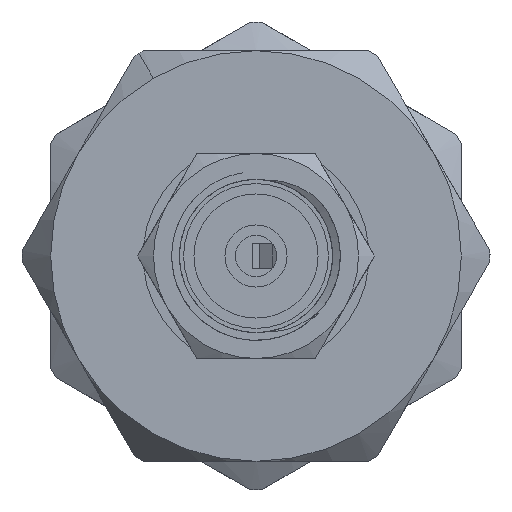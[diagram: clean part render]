
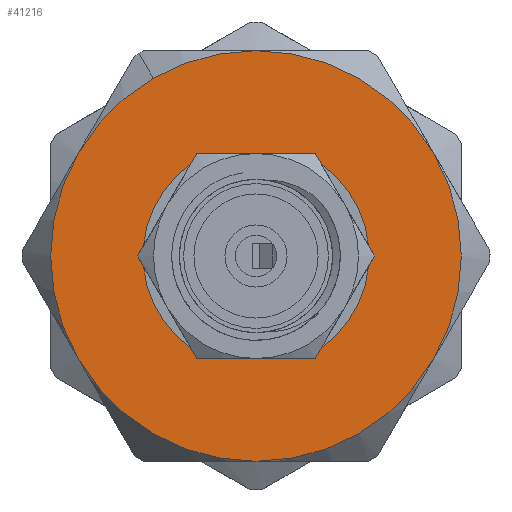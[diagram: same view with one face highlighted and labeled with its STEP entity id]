
A CAD part, left-side view. The second image highlights one B-rep face of the part: STEP entity #41216.
In plain terms, the highlighted planar face has unit normal (-1, 0, 0).
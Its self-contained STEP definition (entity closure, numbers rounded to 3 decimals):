
#1399 = DIRECTION ( 'NONE',  ( 0., 0., 1. ) ) ;
#3856 = AXIS2_PLACEMENT_3D ( 'NONE', #17740, #154003, #1399 ) ;
#6291 = AXIS2_PLACEMENT_3D ( 'NONE', #211831, #126052, #41880 ) ;
#12043 = CIRCLE ( 'NONE', #82084, 3.969 ) ;
#12529 = DIRECTION ( 'NONE',  ( -1., 0., 0. ) ) ;
#17740 = CARTESIAN_POINT ( 'NONE',  ( 9.57, 0., 0. ) ) ;
#17815 = VERTEX_POINT ( 'NONE', #97150 ) ;
#19855 = CARTESIAN_POINT ( 'NONE',  ( 9.57, 0., -0.905 ) ) ;
#22972 = AXIS2_PLACEMENT_3D ( 'NONE', #75515, #212024, #60628 ) ;
#25864 = CIRCLE ( 'NONE', #6291, 3.969 ) ;
#28810 = VERTEX_POINT ( 'NONE', #19855 ) ;
#30502 = EDGE_CURVE ( 'NONE', #170860, #120888, #25864, .T. ) ;
#31080 = DIRECTION ( 'NONE',  ( -1., 0., 0. ) ) ;
#32069 = VERTEX_POINT ( 'NONE', #162625 ) ;
#32171 = DIRECTION ( 'NONE',  ( 0., 0., -1. ) ) ;
#39424 = CIRCLE ( 'NONE', #52427, 3.969 ) ;
#41216 = ADVANCED_FACE ( 'NONE', ( #48015, #170594 ), #134149, .F. ) ;
#41880 = DIRECTION ( 'NONE',  ( 0., 0., 1. ) ) ;
#43780 = VERTEX_POINT ( 'NONE', #95442 ) ;
#43962 = ORIENTED_EDGE ( 'NONE', *, *, #30502, .T. ) ;
#45852 = DIRECTION ( 'NONE',  ( -1., 0., 0. ) ) ;
#48015 = FACE_OUTER_BOUND ( 'NONE', #199399, .T. ) ;
#49539 = CIRCLE ( 'NONE', #103182, 3.969 ) ;
#51293 = EDGE_CURVE ( 'NONE', #197715, #200431, #124920, .T. ) ;
#52427 = AXIS2_PLACEMENT_3D ( 'NONE', #112103, #62944, #146371 ) ;
#53856 = ORIENTED_EDGE ( 'NONE', *, *, #174774, .T. ) ;
#60628 = DIRECTION ( 'NONE',  ( 0., 0., 1. ) ) ;
#62944 = DIRECTION ( 'NONE',  ( -1., 0., 0. ) ) ;
#63291 = VERTEX_POINT ( 'NONE', #106174 ) ;
#65986 = EDGE_LOOP ( 'NONE', ( #139419, #118930 ) ) ;
#74344 = ORIENTED_EDGE ( 'NONE', *, *, #51293, .T. ) ;
#75515 = CARTESIAN_POINT ( 'NONE',  ( 9.57, 0., 0. ) ) ;
#77528 = DIRECTION ( 'NONE',  ( -1., 0., 0. ) ) ;
#78275 = CARTESIAN_POINT ( 'NONE',  ( 9.57, 0., 0. ) ) ;
#82084 = AXIS2_PLACEMENT_3D ( 'NONE', #218919, #31080, #116701 ) ;
#82513 = DIRECTION ( 'NONE',  ( 0., 0., 1. ) ) ;
#85243 = CIRCLE ( 'NONE', #22972, 0.905 ) ;
#87783 = ORIENTED_EDGE ( 'NONE', *, *, #174842, .T. ) ;
#91507 = ORIENTED_EDGE ( 'NONE', *, *, #98189, .T. ) ;
#94752 = DIRECTION ( 'NONE',  ( 0., 0., 1. ) ) ;
#95442 = CARTESIAN_POINT ( 'NONE',  ( 9.57, 0., 0.905 ) ) ;
#97150 = CARTESIAN_POINT ( 'NONE',  ( 9.57, -1.984, -3.437 ) ) ;
#98189 = EDGE_CURVE ( 'NONE', #120888, #32069, #12043, .T. ) ;
#99676 = CARTESIAN_POINT ( 'NONE',  ( 9.57, 0., 0. ) ) ;
#103182 = AXIS2_PLACEMENT_3D ( 'NONE', #78275, #77528, #94752 ) ;
#104933 = AXIS2_PLACEMENT_3D ( 'NONE', #99676, #12529, #82513 ) ;
#106174 = CARTESIAN_POINT ( 'NONE',  ( 9.57, 1.984, -3.437 ) ) ;
#112103 = CARTESIAN_POINT ( 'NONE',  ( 9.57, 0., 0. ) ) ;
#112358 = AXIS2_PLACEMENT_3D ( 'NONE', #164960, #45852, #216535 ) ;
#115547 = CARTESIAN_POINT ( 'NONE',  ( 9.57, 0.981, 0. ) ) ;
#116701 = DIRECTION ( 'NONE',  ( 0., 0., 1. ) ) ;
#118930 = ORIENTED_EDGE ( 'NONE', *, *, #183376, .F. ) ;
#118994 = AXIS2_PLACEMENT_3D ( 'NONE', #213270, #179677, #177440 ) ;
#119589 = EDGE_CURVE ( 'NONE', #28810, #43780, #155806, .T. ) ;
#120888 = VERTEX_POINT ( 'NONE', #126114 ) ;
#123133 = CIRCLE ( 'NONE', #104933, 3.969 ) ;
#124920 = CIRCLE ( 'NONE', #118994, 3.969 ) ;
#126052 = DIRECTION ( 'NONE',  ( -1., 0., 0. ) ) ;
#126114 = CARTESIAN_POINT ( 'NONE',  ( 9.57, -1.984, 3.437 ) ) ;
#127572 = AXIS2_PLACEMENT_3D ( 'NONE', #115547, #166950, #32171 ) ;
#128527 = ORIENTED_EDGE ( 'NONE', *, *, #158019, .T. ) ;
#131023 = EDGE_CURVE ( 'NONE', #32069, #197715, #123133, .T. ) ;
#134149 = PLANE ( 'NONE',  #127572 ) ;
#138950 = CARTESIAN_POINT ( 'NONE',  ( 9.57, 1.984, 3.437 ) ) ;
#139419 = ORIENTED_EDGE ( 'NONE', *, *, #119589, .F. ) ;
#146371 = DIRECTION ( 'NONE',  ( 0., 0., 1. ) ) ;
#146727 = CARTESIAN_POINT ( 'NONE',  ( 9.57, 3.969, 0. ) ) ;
#154003 = DIRECTION ( 'NONE',  ( -1., 0., 0. ) ) ;
#155806 = CIRCLE ( 'NONE', #3856, 0.905 ) ;
#158019 = EDGE_CURVE ( 'NONE', #63291, #17815, #49539, .T. ) ;
#162625 = CARTESIAN_POINT ( 'NONE',  ( 9.57, 0., 3.969 ) ) ;
#164960 = CARTESIAN_POINT ( 'NONE',  ( 9.57, 0., 0. ) ) ;
#166950 = DIRECTION ( 'NONE',  ( 1., 0., 0. ) ) ;
#170594 = FACE_BOUND ( 'NONE', #65986, .T. ) ;
#170860 = VERTEX_POINT ( 'NONE', #216693 ) ;
#172223 = ORIENTED_EDGE ( 'NONE', *, *, #131023, .T. ) ;
#174774 = EDGE_CURVE ( 'NONE', #200431, #63291, #39424, .T. ) ;
#174842 = EDGE_CURVE ( 'NONE', #17815, #170860, #186043, .T. ) ;
#177440 = DIRECTION ( 'NONE',  ( 0., 0., 1. ) ) ;
#179677 = DIRECTION ( 'NONE',  ( -1., 0., 0. ) ) ;
#183376 = EDGE_CURVE ( 'NONE', #43780, #28810, #85243, .T. ) ;
#186043 = CIRCLE ( 'NONE', #112358, 3.969 ) ;
#197715 = VERTEX_POINT ( 'NONE', #138950 ) ;
#199399 = EDGE_LOOP ( 'NONE', ( #53856, #128527, #87783, #43962, #91507, #172223, #74344 ) ) ;
#200431 = VERTEX_POINT ( 'NONE', #146727 ) ;
#211831 = CARTESIAN_POINT ( 'NONE',  ( 9.57, 0., 0. ) ) ;
#212024 = DIRECTION ( 'NONE',  ( -1., 0., 0. ) ) ;
#213270 = CARTESIAN_POINT ( 'NONE',  ( 9.57, 0., 0. ) ) ;
#216535 = DIRECTION ( 'NONE',  ( 0., 0., 1. ) ) ;
#216693 = CARTESIAN_POINT ( 'NONE',  ( 9.57, -3.969, 0. ) ) ;
#218919 = CARTESIAN_POINT ( 'NONE',  ( 9.57, 0., 0. ) ) ;
